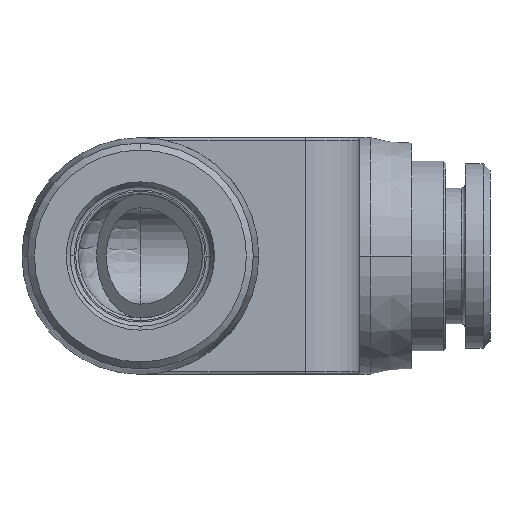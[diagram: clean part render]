
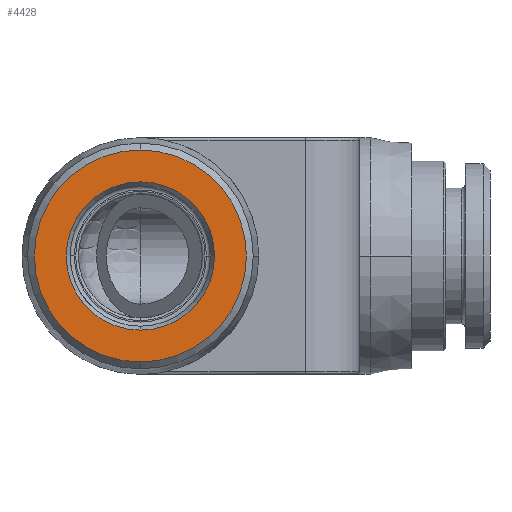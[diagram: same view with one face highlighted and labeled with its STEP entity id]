
A CAD part, left-side view. The second image highlights one B-rep face of the part: STEP entity #4428.
In plain terms, the highlighted planar face has unit normal (-1, 0, 0).
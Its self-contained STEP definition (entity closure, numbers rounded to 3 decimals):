
#1480=CARTESIAN_POINT('',(-26.1,0.,0.));
#1481=DIRECTION('',(-1.,0.,0.));
#1482=DIRECTION('',(0.,0.,-1.));
#1483=AXIS2_PLACEMENT_3D('',#1480,#1481,#1482);
#1493=CARTESIAN_POINT('',(-26.1,0.,0.));
#1494=DIRECTION('',(1.,0.,0.));
#1495=DIRECTION('',(0.,0.,-1.));
#1496=AXIS2_PLACEMENT_3D('',#1493,#1494,#1495);
#1498=CARTESIAN_POINT('',(-26.1,0.,0.));
#1499=DIRECTION('',(1.,0.,0.));
#1500=DIRECTION('',(0.,0.,-1.));
#1501=AXIS2_PLACEMENT_3D('',#1498,#1499,#1500);
#1503=CARTESIAN_POINT('',(-26.1,0.,0.));
#1504=DIRECTION('',(-1.,0.,0.));
#1505=DIRECTION('',(0.,0.,-1.));
#1506=AXIS2_PLACEMENT_3D('',#1503,#1504,#1505);
#2598=CARTESIAN_POINT('',(-26.1,0.,-5.389));
#2600=VERTEX_POINT('',#2598);
#2601=CARTESIAN_POINT('',(-26.1,0.,-7.7));
#2603=VERTEX_POINT('',#2601);
#2608=CARTESIAN_POINT('',(-26.1,0.,5.389));
#2610=VERTEX_POINT('',#2608);
#2611=CARTESIAN_POINT('',(-26.1,0.,7.7));
#2613=VERTEX_POINT('',#2611);
#4413=CARTESIAN_POINT('',(-26.1,0.,0.));
#4414=DIRECTION('',(-1.,0.,0.));
#4415=DIRECTION('',(0.,0.,1.));
#4416=AXIS2_PLACEMENT_3D('',#4413,#4414,#4415);
#4417=PLANE('',#4416);
#4418=ORIENTED_EDGE('',*,*,#4392,.F.);
#4419=ORIENTED_EDGE('',*,*,#4408,.T.);
#4420=EDGE_LOOP('',(#4418,#4419));
#4421=FACE_OUTER_BOUND('',#4420,.F.);
#4423=ORIENTED_EDGE('',*,*,#4422,.F.);
#4425=ORIENTED_EDGE('',*,*,#4424,.T.);
#4426=EDGE_LOOP('',(#4423,#4425));
#4427=FACE_BOUND('',#4426,.F.);
#4428=ADVANCED_FACE('',(#4421,#4427),#4417,.T.);
#1484=CIRCLE('',#1483,7.7);
#1497=CIRCLE('',#1496,7.7);
#1502=CIRCLE('',#1501,5.389);
#1507=CIRCLE('',#1506,5.389);
#4392=EDGE_CURVE('',#2603,#2613,#1484,.T.);
#4408=EDGE_CURVE('',#2603,#2613,#1497,.T.);
#4422=EDGE_CURVE('',#2600,#2610,#1502,.T.);
#4424=EDGE_CURVE('',#2600,#2610,#1507,.T.);
